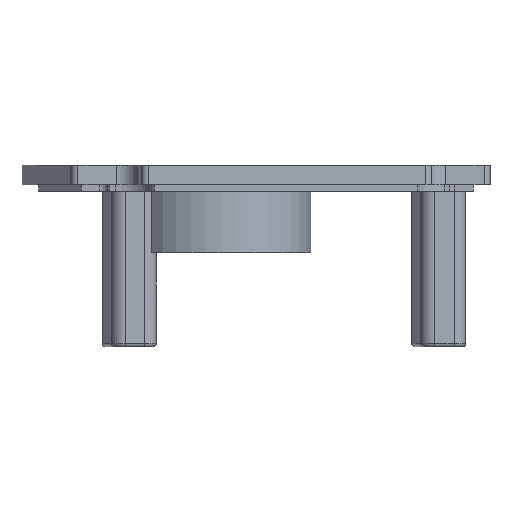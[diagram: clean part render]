
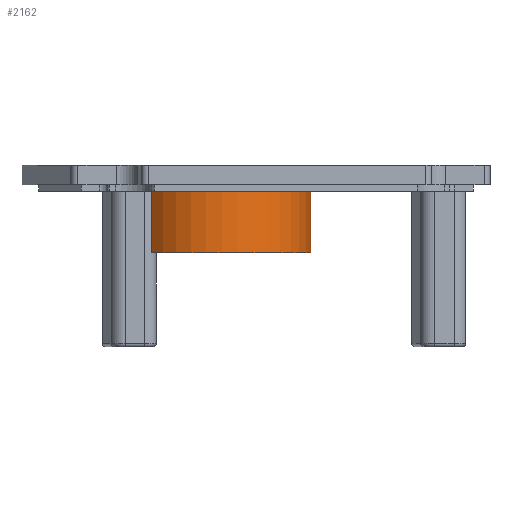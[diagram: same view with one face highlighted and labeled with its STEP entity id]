
A CAD part, left-side view. The second image highlights one B-rep face of the part: STEP entity #2162.
In plain terms, the highlighted cylindrical face has radius 14.25 mm (diameter 28.5 mm), a partial arc.
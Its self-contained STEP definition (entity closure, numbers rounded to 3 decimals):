
#161=FACE_OUTER_BOUND('',#288,.T.);
#288=EDGE_LOOP('',(#1669,#1670,#1671,#1672));
#386=LINE('',#3392,#566);
#418=LINE('',#3527,#598);
#566=VECTOR('',#2682,10.);
#598=VECTOR('',#2840,10.);
#810=CIRCLE('',#2389,14.25);
#811=CIRCLE('',#2390,14.25);
#920=VERTEX_POINT('',#3389);
#921=VERTEX_POINT('',#3391);
#960=VERTEX_POINT('',#3524);
#961=VERTEX_POINT('',#3526);
#1157=EDGE_CURVE('',#921,#920,#386,.T.);
#1222=EDGE_CURVE('',#961,#960,#418,.T.);
#1229=EDGE_CURVE('',#961,#920,#810,.T.);
#1230=EDGE_CURVE('',#921,#960,#811,.T.);
#1669=ORIENTED_EDGE('',*,*,#1157,.T.);
#1670=ORIENTED_EDGE('',*,*,#1229,.F.);
#1671=ORIENTED_EDGE('',*,*,#1222,.T.);
#1672=ORIENTED_EDGE('',*,*,#1230,.F.);
#2079=CYLINDRICAL_SURFACE('',#2388,14.25);
#2162=ADVANCED_FACE('',(#161),#2079,.T.);
#2388=AXIS2_PLACEMENT_3D('',#3539,#2855,#2856);
#2389=AXIS2_PLACEMENT_3D('',#3540,#2857,#2858);
#2390=AXIS2_PLACEMENT_3D('',#3541,#2859,#2860);
#2682=DIRECTION('',(0.,0.,-1.));
#2840=DIRECTION('',(0.,0.,1.));
#2855=DIRECTION('center_axis',(0.,0.,-1.));
#2856=DIRECTION('ref_axis',(0.096,-0.995,0.));
#2857=DIRECTION('center_axis',(0.,0.,
-1.));
#2858=DIRECTION('ref_axis',(0.995,0.096,0.));
#2859=DIRECTION('center_axis',(0.,0.,
1.));
#2860=DIRECTION('ref_axis',(0.995,0.096,0.));
#3389=CARTESIAN_POINT('',(-33.17,17.081,-10.5));
#3391=CARTESIAN_POINT('',(-33.17,17.081,-1.));
#3392=CARTESIAN_POINT('',(-33.17,17.081,-1.));
#3524=CARTESIAN_POINT('',(-15.86,18.759,-1.));
#3526=CARTESIAN_POINT('',(-15.86,18.759,-10.5));
#3527=CARTESIAN_POINT('',(-15.86,18.759,-1.));
#3539=CARTESIAN_POINT('Origin',(-23.426,6.684,-1.));
#3540=CARTESIAN_POINT('Origin',(-23.426,6.684,-10.5));
#3541=CARTESIAN_POINT('Origin',(-23.426,6.684,-1.));
